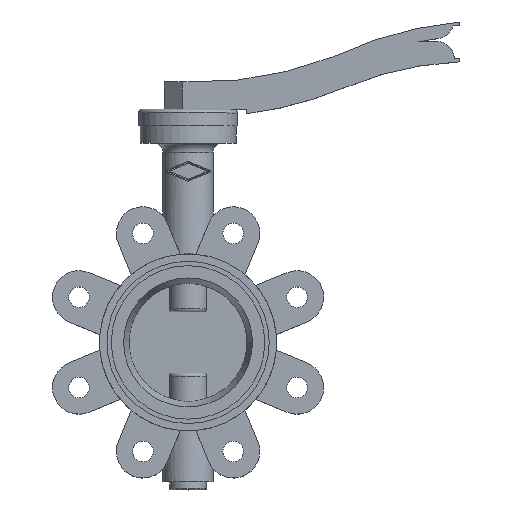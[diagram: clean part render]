
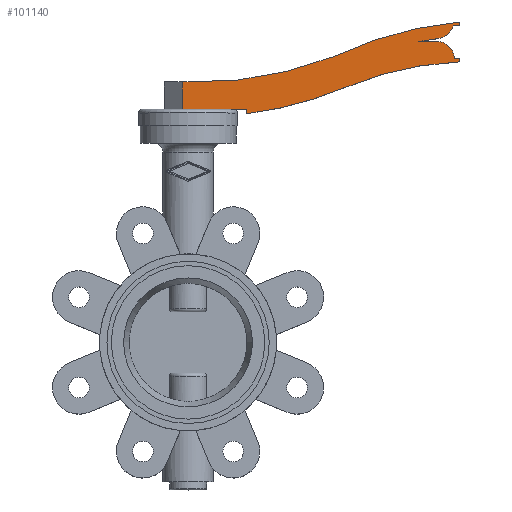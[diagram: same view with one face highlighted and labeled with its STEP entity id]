
A CAD part, top view. The second image highlights one B-rep face of the part: STEP entity #101140.
In plain terms, the highlighted planar face has unit normal (0, 0, 1).
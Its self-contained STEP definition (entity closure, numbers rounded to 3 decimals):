
#94190=CARTESIAN_POINT('',(-4.,176.6,-13.));
#94200=VERTEX_POINT('',#94190);
#94230=CARTESIAN_POINT('',(-4.,155.,-13.));
#94240=DIRECTION('',(0.,-1.,0.));
#94250=VECTOR('',#94240,1.);
#94260=LINE('',#94230,#94250);
#94270=CARTESIAN_POINT('',(-4.,158.,-13.));
#94280=VERTEX_POINT('',#94270);
#94290=EDGE_CURVE('',#94200,#94280,#94260,.T.);
#94900=CARTESIAN_POINT('',(-16.,158.,-13.));
#94910=DIRECTION('',(1.,0.,0.));
#94920=VECTOR('',#94910,1.);
#94930=LINE('',#94900,#94920);
#94940=CARTESIAN_POINT('',(39.8,158.,-13.));
#94950=VERTEX_POINT('',#94940);
#94960=EDGE_CURVE('',#94280,#94950,#94930,.T.);
#96630=CARTESIAN_POINT('',(39.8,158.,-13.));
#96640=DIRECTION('',(0.,-1.,0.));
#96650=VECTOR('',#96640,1.);
#96660=LINE('',#96630,#96650);
#96670=CARTESIAN_POINT('',(39.8,155.,-13.));
#96680=VERTEX_POINT('',#96670);
#96690=EDGE_CURVE('',#94950,#96680,#96660,.T.);
#96940=CARTESIAN_POINT('',(8.039,408.014,-13.));
#96950=DIRECTION('',(0.,0.,1.));
#96960=DIRECTION('',(0.125,-0.992,0.));
#96970=AXIS2_PLACEMENT_3D('',#96940,#96950,#96960);
#96980=CIRCLE('',#96970,255.);
#96990=CARTESIAN_POINT('',(107.,173.,-13.));
#97000=VERTEX_POINT('',#96990);
#97010=EDGE_CURVE('',#96680,#97000,#96980,.T.);
#97260=CARTESIAN_POINT('',(193.348,-32.604,-13.));
#97270=DIRECTION('',(0.,0.,-1.));
#97280=DIRECTION('',(-0.387,0.922,0.));
#97290=AXIS2_PLACEMENT_3D('',#97260,#97270,#97280);
#97300=CIRCLE('',#97290,223.);
#97310=CARTESIAN_POINT('',(184.,190.2,-13.));
#97320=VERTEX_POINT('',#97310);
#97330=EDGE_CURVE('',#97000,#97320,#97300,.T.);
#97580=CARTESIAN_POINT('',(184.,190.2,-13.));
#97590=DIRECTION('',(0.,1.,0.));
#97600=VECTOR('',#97590,1.);
#97610=LINE('',#97580,#97600);
#97620=CARTESIAN_POINT('',(184.,192.7,-13.));
#97630=VERTEX_POINT('',#97620);
#97640=EDGE_CURVE('',#97320,#97630,#97610,.T.);
#97890=CARTESIAN_POINT('',(184.,192.7,-13.));
#97900=DIRECTION('',(-1.,0.,0.));
#97910=VECTOR('',#97900,1.);
#97920=LINE('',#97890,#97910);
#97930=CARTESIAN_POINT('',(180.6,192.7,-13.));
#97940=VERTEX_POINT('',#97930);
#97950=EDGE_CURVE('',#97630,#97940,#97920,.T.);
#98200=CARTESIAN_POINT('',(168.147,191.623,-13.));
#98210=DIRECTION('',(0.,0.,1.));
#98220=DIRECTION('',(0.996,0.086,0.));
#98230=AXIS2_PLACEMENT_3D('',#98200,#98210,#98220);
#98240=CIRCLE('',#98230,12.5);
#98250=CARTESIAN_POINT('',(168.015,204.122,-13.));
#98260=VERTEX_POINT('',#98250);
#98270=EDGE_CURVE('',#97940,#98260,#98240,.T.);
#98520=CARTESIAN_POINT('',(168.015,204.122,-13.));
#98530=DIRECTION('',(-1.,-0.01,0.));
#98540=VECTOR('',#98530,1.);
#98550=LINE('',#98520,#98540);
#98560=CARTESIAN_POINT('',(156.4,204.,-13.));
#98570=VERTEX_POINT('',#98560);
#98580=EDGE_CURVE('',#98260,#98570,#98550,.T.);
#98830=CARTESIAN_POINT('',(156.4,204.,-13.));
#98840=DIRECTION('',(0.989,0.147,0.));
#98850=VECTOR('',#98840,1.);
#98860=LINE('',#98830,#98850);
#98870=CARTESIAN_POINT('',(169.9,206.,-13.));
#98880=VERTEX_POINT('',#98870);
#98890=EDGE_CURVE('',#98570,#98880,#98860,.T.);
#99140=CARTESIAN_POINT('',(167.733,218.311,-13.));
#99150=DIRECTION('',(0.,0.,1.));
#99160=DIRECTION('',(0.173,-0.985,0.));
#99170=AXIS2_PLACEMENT_3D('',#99140,#99150,#99160);
#99180=CIRCLE('',#99170,12.5);
#99190=CARTESIAN_POINT('',(179.7,214.7,-13.));
#99200=VERTEX_POINT('',#99190);
#99210=EDGE_CURVE('',#98880,#99200,#99180,.T.);
#99460=CARTESIAN_POINT('',(179.7,214.7,-13.));
#99470=DIRECTION('',(1.,0.,0.));
#99480=VECTOR('',#99470,1.);
#99490=LINE('',#99460,#99480);
#99500=CARTESIAN_POINT('',(184.,214.7,-13.));
#99510=VERTEX_POINT('',#99500);
#99520=EDGE_CURVE('',#99200,#99510,#99490,.T.);
#99770=CARTESIAN_POINT('',(184.,214.7,-13.));
#99780=DIRECTION('',(0.,1.,0.));
#99790=VECTOR('',#99780,1.);
#99800=LINE('',#99770,#99790);
#99810=CARTESIAN_POINT('',(184.,217.2,-13.));
#99820=VERTEX_POINT('',#99810);
#99830=EDGE_CURVE('',#99510,#99820,#99800,.T.);
#100080=CARTESIAN_POINT('',(207.925,-36.675,-13.));
#100090=DIRECTION('',(0.,0.,1.));
#100100=DIRECTION('',(-0.094,0.996,0.));
#100110=AXIS2_PLACEMENT_3D('',#100080,#100090,#100100);
#100120=CIRCLE('',#100110,255.);
#100130=CARTESIAN_POINT('',(99.,193.89,-13.));
#100140=VERTEX_POINT('',#100130);
#100150=EDGE_CURVE('',#99820,#100140,#100120,.T.);
#100400=CARTESIAN_POINT('',(7.367,426.491,-13.));
#100410=DIRECTION('',(0.,0.,-1.));
#100420=DIRECTION('',(0.367,-0.93,0.));
#100430=AXIS2_PLACEMENT_3D('',#100400,#100410,#100420);
#100440=CIRCLE('',#100430,250.);
#100450=CARTESIAN_POINT('',(0.,176.6,-13.));
#100460=VERTEX_POINT('',#100450);
#100470=EDGE_CURVE('',#100140,#100460,#100440,.T.);
#100740=CARTESIAN_POINT('',(0.,176.6,-13.));
#100750=DIRECTION('',(-1.,0.,0.));
#100760=VECTOR('',#100750,1.);
#100770=LINE('',#100740,#100760);
#100780=EDGE_CURVE('',#100460,#94200,#100770,.T.);
#100910=CARTESIAN_POINT('',(0.,155.,-13.));
#100920=DIRECTION('',(0.,0.,1.));
#100930=DIRECTION('',(1.,0.,0.));
#100940=AXIS2_PLACEMENT_3D('',#100910,#100920,#100930);
#100950=PLANE('',#100940);
#100960=ORIENTED_EDGE('',*,*,#100780,.T.);
#100970=ORIENTED_EDGE('',*,*,#100470,.T.);
#100980=ORIENTED_EDGE('',*,*,#100150,.T.);
#100990=ORIENTED_EDGE('',*,*,#99830,.T.);
#101000=ORIENTED_EDGE('',*,*,#99520,.T.);
#101010=ORIENTED_EDGE('',*,*,#99210,.T.);
#101020=ORIENTED_EDGE('',*,*,#98890,.T.);
#101030=ORIENTED_EDGE('',*,*,#98580,.T.);
#101040=ORIENTED_EDGE('',*,*,#98270,.T.);
#101050=ORIENTED_EDGE('',*,*,#97950,.T.);
#101060=ORIENTED_EDGE('',*,*,#97640,.T.);
#101070=ORIENTED_EDGE('',*,*,#97330,.T.);
#101080=ORIENTED_EDGE('',*,*,#97010,.T.);
#101090=ORIENTED_EDGE('',*,*,#96690,.T.);
#101100=ORIENTED_EDGE('',*,*,#94960,.T.);
#101110=ORIENTED_EDGE('',*,*,#94290,.T.);
#101120=EDGE_LOOP('',(#101110,#101100,#101090,#101080,#101070,#101060,
#101050,#101040,#101030,#101020,#101010,#101000,#100990,#100980,#100970,
#100960));
#101130=FACE_OUTER_BOUND('',#101120,.T.);
#101140=ADVANCED_FACE('',(#101130),#100950,.T.);
